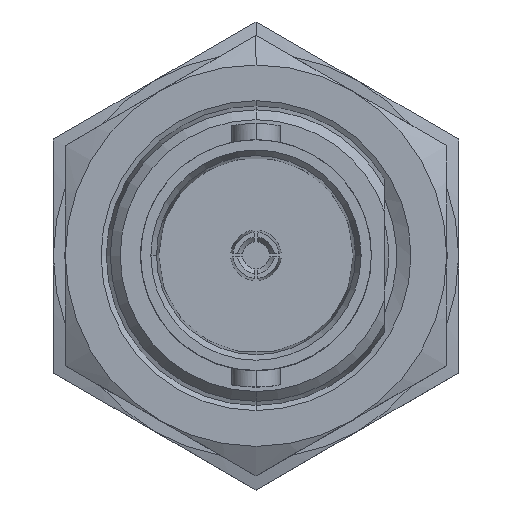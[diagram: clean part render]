
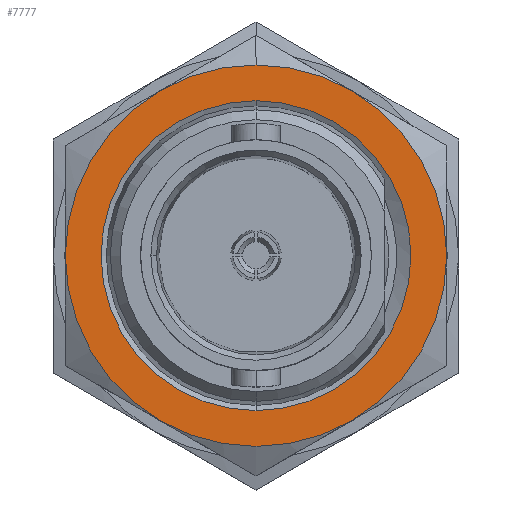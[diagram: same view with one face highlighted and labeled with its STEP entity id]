
A CAD part, top view. The second image highlights one B-rep face of the part: STEP entity #7777.
In plain terms, the highlighted planar face has unit normal (0, 0, 1).
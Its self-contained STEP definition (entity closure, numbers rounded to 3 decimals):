
#39 = DIRECTION ( 'NONE',  ( 0., -1., 0. ) ) ;
#169 = EDGE_LOOP ( 'NONE', ( #5588, #10510, #6937, #924, #1756, #7450, #5190 ) ) ;
#204 = VERTEX_POINT ( 'NONE', #8615 ) ;
#224 = CARTESIAN_POINT ( 'NONE',  ( 8., 0., -12.5 ) ) ;
#299 = DIRECTION ( 'NONE',  ( 0., 0., -1. ) ) ;
#398 = CARTESIAN_POINT ( 'NONE',  ( 0., 0., -12.5 ) ) ;
#655 = DIRECTION ( 'NONE',  ( 0., 0., 1. ) ) ;
#834 = VERTEX_POINT ( 'NONE', #10769 ) ;
#924 = ORIENTED_EDGE ( 'NONE', *, *, #2810, .T. ) ;
#948 = EDGE_CURVE ( 'NONE', #7657, #204, #11021, .T. ) ;
#1348 = DIRECTION ( 'NONE',  ( 0., -1., 0. ) ) ;
#1408 = CIRCLE ( 'NONE', #7355, 8. ) ;
#1462 = CARTESIAN_POINT ( 'NONE',  ( 0., 0., -12.5 ) ) ;
#1756 = ORIENTED_EDGE ( 'NONE', *, *, #2781, .T. ) ;
#1873 = AXIS2_PLACEMENT_3D ( 'NONE', #3792, #10502, #4767 ) ;
#2079 = CIRCLE ( 'NONE', #2476, 6.5 ) ;
#2162 = PLANE ( 'NONE',  #5456 ) ;
#2429 = DIRECTION ( 'NONE',  ( 0., -1., 0. ) ) ;
#2476 = AXIS2_PLACEMENT_3D ( 'NONE', #3821, #10526, #4796 ) ;
#2781 = EDGE_CURVE ( 'NONE', #3460, #10146, #4325, .T. ) ;
#2810 = EDGE_CURVE ( 'NONE', #8913, #3460, #7323, .T. ) ;
#2858 = AXIS2_PLACEMENT_3D ( 'NONE', #11529, #5780, #39 ) ;
#3256 = AXIS2_PLACEMENT_3D ( 'NONE', #1462, #8190, #2429 ) ;
#3443 = CIRCLE ( 'NONE', #10297, 8. ) ;
#3452 = CARTESIAN_POINT ( 'NONE',  ( 0., -6.5, -12.5 ) ) ;
#3460 = VERTEX_POINT ( 'NONE', #12417 ) ;
#3792 = CARTESIAN_POINT ( 'NONE',  ( 0., 0., -12.5 ) ) ;
#3821 = CARTESIAN_POINT ( 'NONE',  ( 0., 0., -12.5 ) ) ;
#3957 = CARTESIAN_POINT ( 'NONE',  ( -8., 0., -12.5 ) ) ;
#4057 = ORIENTED_EDGE ( 'NONE', *, *, #4068, .F. ) ;
#4068 = EDGE_CURVE ( 'NONE', #834, #10409, #2079, .T. ) ;
#4325 = CIRCLE ( 'NONE', #3256, 8. ) ;
#4456 = CARTESIAN_POINT ( 'NONE',  ( 0., 0., -12.5 ) ) ;
#4458 = DIRECTION ( 'NONE',  ( 0., 0., 1. ) ) ;
#4489 = CARTESIAN_POINT ( 'NONE',  ( 4., 6.928, -12.5 ) ) ;
#4513 = AXIS2_PLACEMENT_3D ( 'NONE', #10201, #4458, #11150 ) ;
#4552 = VERTEX_POINT ( 'NONE', #4489 ) ;
#4767 = DIRECTION ( 'NONE',  ( 0., -1., 0. ) ) ;
#4796 = DIRECTION ( 'NONE',  ( 0., -1., 0. ) ) ;
#5190 = ORIENTED_EDGE ( 'NONE', *, *, #948, .T. ) ;
#5419 = DIRECTION ( 'NONE',  ( 0., -1., 0. ) ) ;
#5456 = AXIS2_PLACEMENT_3D ( 'NONE', #6036, #299, #7000 ) ;
#5588 = ORIENTED_EDGE ( 'NONE', *, *, #6820, .T. ) ;
#5610 = CARTESIAN_POINT ( 'NONE',  ( 0., 0., -12.5 ) ) ;
#5780 = DIRECTION ( 'NONE',  ( 0., 0., 1. ) ) ;
#5900 = CIRCLE ( 'NONE', #1873, 8. ) ;
#6036 = CARTESIAN_POINT ( 'NONE',  ( 0., 8., -12.5 ) ) ;
#6421 = CARTESIAN_POINT ( 'NONE',  ( 0., 0., -12.5 ) ) ;
#6581 = DIRECTION ( 'NONE',  ( 0., -1., 0. ) ) ;
#6702 = EDGE_LOOP ( 'NONE', ( #8462, #4057 ) ) ;
#6820 = EDGE_CURVE ( 'NONE', #204, #12277, #5900, .T. ) ;
#6899 = FACE_OUTER_BOUND ( 'NONE', #169, .T. ) ;
#6937 = ORIENTED_EDGE ( 'NONE', *, *, #10891, .T. ) ;
#7000 = DIRECTION ( 'NONE',  ( 0., 1., 0. ) ) ;
#7098 = AXIS2_PLACEMENT_3D ( 'NONE', #4456, #11147, #5419 ) ;
#7100 = DIRECTION ( 'NONE',  ( 0., 0., 1. ) ) ;
#7323 = CIRCLE ( 'NONE', #7098, 8. ) ;
#7355 = AXIS2_PLACEMENT_3D ( 'NONE', #5610, #12303, #6581 ) ;
#7374 = DIRECTION ( 'NONE',  ( 0., -1., 0. ) ) ;
#7450 = ORIENTED_EDGE ( 'NONE', *, *, #12410, .T. ) ;
#7455 = EDGE_CURVE ( 'NONE', #10409, #834, #9618, .T. ) ;
#7657 = VERTEX_POINT ( 'NONE', #8986 ) ;
#7777 = ADVANCED_FACE ( 'NONE', ( #8873, #6899 ), #2162, .F. ) ;
#8190 = DIRECTION ( 'NONE',  ( 0., 0., 1. ) ) ;
#8462 = ORIENTED_EDGE ( 'NONE', *, *, #7455, .F. ) ;
#8615 = CARTESIAN_POINT ( 'NONE',  ( 4., -6.928, -12.5 ) ) ;
#8734 = CIRCLE ( 'NONE', #10606, 8. ) ;
#8873 = FACE_BOUND ( 'NONE', #6702, .T. ) ;
#8913 = VERTEX_POINT ( 'NONE', #10584 ) ;
#8986 = CARTESIAN_POINT ( 'NONE',  ( -4., -6.928, -12.5 ) ) ;
#9618 = CIRCLE ( 'NONE', #2858, 6.5 ) ;
#10146 = VERTEX_POINT ( 'NONE', #3957 ) ;
#10201 = CARTESIAN_POINT ( 'NONE',  ( 0., 0., -12.5 ) ) ;
#10297 = AXIS2_PLACEMENT_3D ( 'NONE', #398, #7100, #1348 ) ;
#10409 = VERTEX_POINT ( 'NONE', #3452 ) ;
#10502 = DIRECTION ( 'NONE',  ( 0., 0., 1. ) ) ;
#10510 = ORIENTED_EDGE ( 'NONE', *, *, #11737, .T. ) ;
#10526 = DIRECTION ( 'NONE',  ( 0., 0., 1. ) ) ;
#10584 = CARTESIAN_POINT ( 'NONE',  ( 0., 8., -12.5 ) ) ;
#10606 = AXIS2_PLACEMENT_3D ( 'NONE', #6421, #655, #7374 ) ;
#10769 = CARTESIAN_POINT ( 'NONE',  ( 0., 6.5, -12.5 ) ) ;
#10891 = EDGE_CURVE ( 'NONE', #4552, #8913, #1408, .T. ) ;
#11021 = CIRCLE ( 'NONE', #4513, 8. ) ;
#11147 = DIRECTION ( 'NONE',  ( 0., 0., 1. ) ) ;
#11150 = DIRECTION ( 'NONE',  ( 0., -1., 0. ) ) ;
#11529 = CARTESIAN_POINT ( 'NONE',  ( 0., 0., -12.5 ) ) ;
#11737 = EDGE_CURVE ( 'NONE', #12277, #4552, #8734, .T. ) ;
#12277 = VERTEX_POINT ( 'NONE', #224 ) ;
#12303 = DIRECTION ( 'NONE',  ( 0., 0., 1. ) ) ;
#12410 = EDGE_CURVE ( 'NONE', #10146, #7657, #3443, .T. ) ;
#12417 = CARTESIAN_POINT ( 'NONE',  ( -4., 6.928, -12.5 ) ) ;
